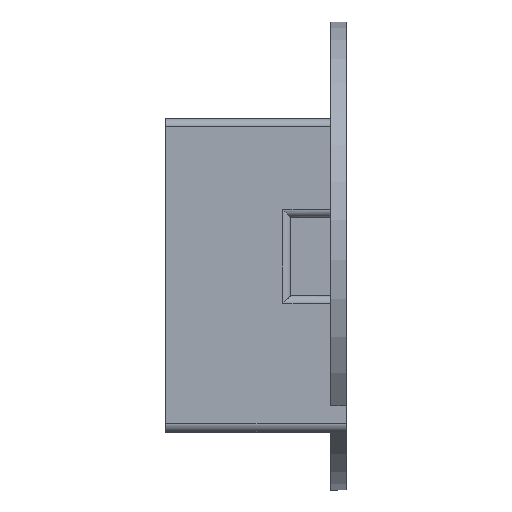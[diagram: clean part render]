
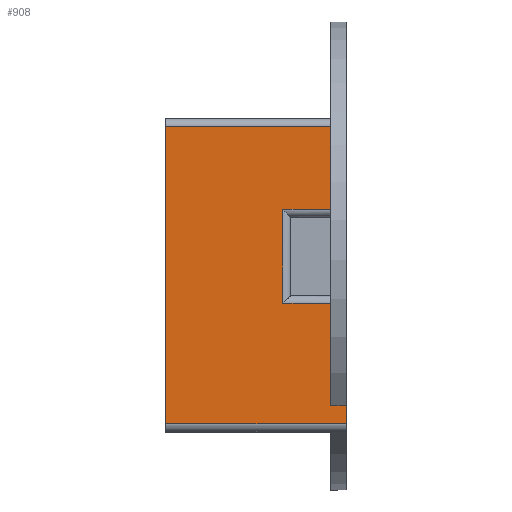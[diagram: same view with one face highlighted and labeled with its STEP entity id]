
A CAD part, top view. The second image highlights one B-rep face of the part: STEP entity #908.
In plain terms, the highlighted planar face has unit normal (0, 0, 1).
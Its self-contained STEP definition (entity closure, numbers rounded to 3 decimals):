
#60=FACE_OUTER_BOUND('',#117,.T.);
#117=EDGE_LOOP('',(#657,#658,#659,#660,#661,#662,#663,#664,#665,#666));
#221=LINE('',#1388,#309);
#225=LINE('',#1405,#313);
#236=LINE('',#1443,#324);
#237=LINE('',#1445,#325);
#238=LINE('',#1447,#326);
#239=LINE('',#1449,#327);
#240=LINE('',#1451,#328);
#241=LINE('',#1453,#329);
#242=LINE('',#1454,#330);
#243=LINE('',#1455,#331);
#309=VECTOR('',#1097,10.);
#313=VECTOR('',#1111,10.);
#324=VECTOR('',#1144,10.);
#325=VECTOR('',#1145,10.);
#326=VECTOR('',#1146,10.);
#327=VECTOR('',#1147,10.);
#328=VECTOR('',#1148,10.);
#329=VECTOR('',#1149,10.);
#330=VECTOR('',#1150,10.);
#331=VECTOR('',#1151,10.);
#405=VERTEX_POINT('',#1385);
#406=VERTEX_POINT('',#1387);
#413=VERTEX_POINT('',#1402);
#414=VERTEX_POINT('',#1404);
#430=VERTEX_POINT('',#1442);
#431=VERTEX_POINT('',#1444);
#432=VERTEX_POINT('',#1446);
#433=VERTEX_POINT('',#1448);
#434=VERTEX_POINT('',#1450);
#435=VERTEX_POINT('',#1452);
#493=EDGE_CURVE('',#405,#406,#221,.T.);
#501=EDGE_CURVE('',#414,#413,#225,.T.);
#520=EDGE_CURVE('',#430,#413,#236,.T.);
#521=EDGE_CURVE('',#431,#430,#237,.T.);
#522=EDGE_CURVE('',#432,#431,#238,.T.);
#523=EDGE_CURVE('',#433,#432,#239,.T.);
#524=EDGE_CURVE('',#434,#433,#240,.T.);
#525=EDGE_CURVE('',#435,#434,#241,.T.);
#526=EDGE_CURVE('',#406,#435,#242,.T.);
#527=EDGE_CURVE('',#414,#405,#243,.T.);
#657=ORIENTED_EDGE('',*,*,#501,.T.);
#658=ORIENTED_EDGE('',*,*,#520,.F.);
#659=ORIENTED_EDGE('',*,*,#521,.F.);
#660=ORIENTED_EDGE('',*,*,#522,.F.);
#661=ORIENTED_EDGE('',*,*,#523,.F.);
#662=ORIENTED_EDGE('',*,*,#524,.F.);
#663=ORIENTED_EDGE('',*,*,#525,.F.);
#664=ORIENTED_EDGE('',*,*,#526,.F.);
#665=ORIENTED_EDGE('',*,*,#493,.F.);
#666=ORIENTED_EDGE('',*,*,#527,.F.);
#881=PLANE('',#994);
#908=ADVANCED_FACE('',(#60),#881,.T.);
#994=AXIS2_PLACEMENT_3D('',#1441,#1142,#1143);
#1097=DIRECTION('',(0.,1.,0.));
#1111=DIRECTION('',(0.,1.,0.));
#1142=DIRECTION('center_axis',(0.,0.,
1.));
#1143=DIRECTION('ref_axis',(0.,-1.,0.));
#1144=DIRECTION('',(1.,0.,0.));
#1145=DIRECTION('',(0.,-1.,0.));
#1146=DIRECTION('',(1.,0.,0.));
#1147=DIRECTION('',(0.,-1.,0.));
#1148=DIRECTION('',(-1.,0.,0.));
#1149=DIRECTION('',(0.,-1.,0.));
#1150=DIRECTION('',(1.,0.,0.));
#1151=DIRECTION('',(-1.,0.,0.));
#1385=CARTESIAN_POINT('',(-67.9,2.5,13.036));
#1387=CARTESIAN_POINT('',(-67.9,21.5,13.036));
#1388=CARTESIAN_POINT('',(-67.9,16.75,13.036));
#1402=CARTESIAN_POINT('',(-56.35,3.649,13.036));
#1404=CARTESIAN_POINT('',(-56.35,2.5,13.036));
#1405=CARTESIAN_POINT('',(-56.35,17.371,13.036));
#1441=CARTESIAN_POINT('Origin',(-51.759,21.5,13.036));
#1442=CARTESIAN_POINT('',(-57.35,3.649,13.036));
#1443=CARTESIAN_POINT('',(-57.35,3.649,13.036));
#1444=CARTESIAN_POINT('',(-57.35,10.203,13.036));
#1445=CARTESIAN_POINT('',(-57.35,17.371,13.036));
#1446=CARTESIAN_POINT('',(-60.409,10.203,13.036));
#1447=CARTESIAN_POINT('',(-62.905,10.203,13.036));
#1448=CARTESIAN_POINT('',(-60.409,16.203,13.036));
#1449=CARTESIAN_POINT('',(-60.409,8.851,13.036));
#1450=CARTESIAN_POINT('',(-57.35,16.203,13.036));
#1451=CARTESIAN_POINT('',(-60.905,16.203,13.036));
#1452=CARTESIAN_POINT('',(-57.35,21.5,13.036));
#1453=CARTESIAN_POINT('',(-57.35,17.371,13.036));
#1454=CARTESIAN_POINT('',(-51.759,21.5,13.036));
#1455=CARTESIAN_POINT('',(-63.75,2.5,13.036));
